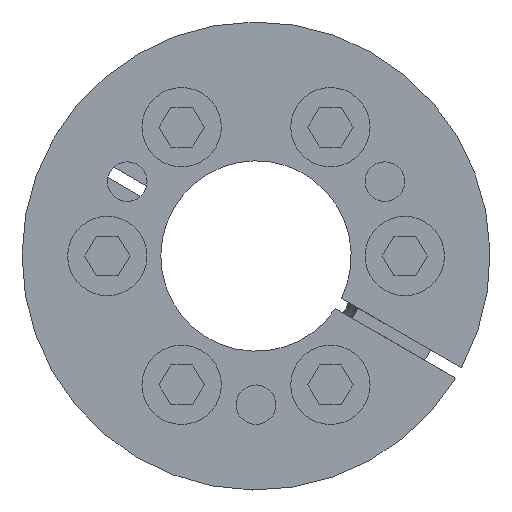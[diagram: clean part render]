
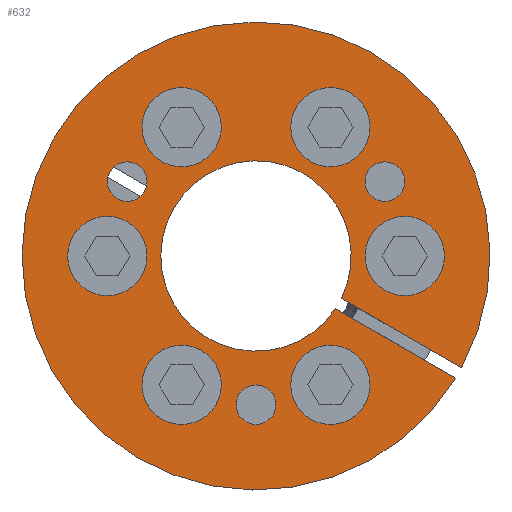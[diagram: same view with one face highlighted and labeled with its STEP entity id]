
A CAD part, left-side view. The second image highlights one B-rep face of the part: STEP entity #632.
In plain terms, the highlighted face is planar.
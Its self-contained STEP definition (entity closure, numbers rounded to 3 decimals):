
#136=CARTESIAN_POINT('',(0.,-16.238,9.375));
#137=DIRECTION('',(-1.,0.,0.));
#138=DIRECTION('',(0.,-1.,0.));
#139=AXIS2_PLACEMENT_3D('',#136,#137,#138);
#141=CARTESIAN_POINT('',(0.,-16.238,9.375));
#142=DIRECTION('',(-1.,0.,0.));
#143=DIRECTION('',(0.,1.,0.));
#144=AXIS2_PLACEMENT_3D('',#141,#142,#143);
#146=CARTESIAN_POINT('',(0.,16.238,9.375));
#147=DIRECTION('',(-1.,0.,0.));
#148=DIRECTION('',(0.,-1.,0.));
#149=AXIS2_PLACEMENT_3D('',#146,#147,#148);
#151=CARTESIAN_POINT('',(0.,16.238,9.375));
#152=DIRECTION('',(-1.,0.,0.));
#153=DIRECTION('',(0.,1.,0.));
#154=AXIS2_PLACEMENT_3D('',#151,#152,#153);
#156=CARTESIAN_POINT('',(0.,-9.375,-16.238));
#157=DIRECTION('',(-1.,0.,0.));
#158=DIRECTION('',(0.,-1.,0.));
#159=AXIS2_PLACEMENT_3D('',#156,#157,#158);
#161=CARTESIAN_POINT('',(0.,-9.375,-16.238));
#162=DIRECTION('',(-1.,0.,0.));
#163=DIRECTION('',(0.,1.,0.));
#164=AXIS2_PLACEMENT_3D('',#161,#162,#163);
#166=CARTESIAN_POINT('',(0.,9.375,-16.238));
#167=DIRECTION('',(-1.,0.,0.));
#168=DIRECTION('',(0.,-1.,0.));
#169=AXIS2_PLACEMENT_3D('',#166,#167,#168);
#171=CARTESIAN_POINT('',(0.,9.375,-16.238));
#172=DIRECTION('',(-1.,0.,0.));
#173=DIRECTION('',(0.,1.,0.));
#174=AXIS2_PLACEMENT_3D('',#171,#172,#173);
#176=CARTESIAN_POINT('',(0.,18.75,0.));
#177=DIRECTION('',(-1.,0.,0.));
#178=DIRECTION('',(0.,-1.,0.));
#179=AXIS2_PLACEMENT_3D('',#176,#177,#178);
#181=CARTESIAN_POINT('',(0.,18.75,0.));
#182=DIRECTION('',(-1.,0.,0.));
#183=DIRECTION('',(0.,1.,0.));
#184=AXIS2_PLACEMENT_3D('',#181,#182,#183);
#186=CARTESIAN_POINT('',(0.,9.375,16.238));
#187=DIRECTION('',(-1.,0.,0.));
#188=DIRECTION('',(0.,-1.,0.));
#189=AXIS2_PLACEMENT_3D('',#186,#187,#188);
#191=CARTESIAN_POINT('',(0.,9.375,16.238));
#192=DIRECTION('',(-1.,0.,0.));
#193=DIRECTION('',(0.,1.,0.));
#194=AXIS2_PLACEMENT_3D('',#191,#192,#193);
#196=CARTESIAN_POINT('',(0.,-9.375,16.238));
#197=DIRECTION('',(-1.,0.,0.));
#198=DIRECTION('',(0.,-1.,0.));
#199=AXIS2_PLACEMENT_3D('',#196,#197,#198);
#201=CARTESIAN_POINT('',(0.,-9.375,16.238));
#202=DIRECTION('',(-1.,0.,0.));
#203=DIRECTION('',(0.,1.,0.));
#204=AXIS2_PLACEMENT_3D('',#201,#202,#203);
#206=CARTESIAN_POINT('',(0.,-18.75,0.));
#207=DIRECTION('',(-1.,0.,0.));
#208=DIRECTION('',(0.,-1.,0.));
#209=AXIS2_PLACEMENT_3D('',#206,#207,#208);
#211=CARTESIAN_POINT('',(0.,-18.75,0.));
#212=DIRECTION('',(-1.,0.,0.));
#213=DIRECTION('',(0.,1.,0.));
#214=AXIS2_PLACEMENT_3D('',#211,#212,#213);
#216=CARTESIAN_POINT('',(0.,0.,-18.75));
#217=DIRECTION('',(-1.,0.,0.));
#218=DIRECTION('',(0.,-1.,0.));
#219=AXIS2_PLACEMENT_3D('',#216,#217,#218);
#221=CARTESIAN_POINT('',(0.,0.,-18.75));
#222=DIRECTION('',(-1.,0.,0.));
#223=DIRECTION('',(0.,1.,0.));
#224=AXIS2_PLACEMENT_3D('',#221,#222,#223);
#226=DIRECTION('',(0.,-0.866,0.5));
#227=VECTOR('',#226,17.514);
#228=CARTESIAN_POINT('',(0.,25.914,-14.096));
#229=LINE('',#228,#227);
#230=DIRECTION('',(0.,0.866,-0.5));
#231=VECTOR('',#230,17.514);
#232=CARTESIAN_POINT('',(0.,9.997,-6.638));
#233=LINE('',#232,#231);
#336=CARTESIAN_POINT('',(0.,0.,0.));
#337=DIRECTION('',(1.,0.,0.));
#338=DIRECTION('',(0.,0.878,-0.478));
#339=AXIS2_PLACEMENT_3D('',#336,#337,#338);
#351=CARTESIAN_POINT('',(0.,0.,0.));
#352=DIRECTION('',(-1.,0.,0.));
#353=DIRECTION('',(0.,0.833,-0.553));
#354=AXIS2_PLACEMENT_3D('',#351,#352,#353);
#360=CARTESIAN_POINT('',(0.,-22.05,0.));
#361=CARTESIAN_POINT('',(0.,-15.45,0.));
#362=VERTEX_POINT('',#360);
#363=VERTEX_POINT('',#361);
#368=CARTESIAN_POINT('',(0.,-12.675,16.238));
#369=CARTESIAN_POINT('',(0.,-6.075,16.238));
#370=VERTEX_POINT('',#368);
#371=VERTEX_POINT('',#369);
#376=CARTESIAN_POINT('',(0.,6.075,16.238));
#377=CARTESIAN_POINT('',(0.,12.675,16.238));
#378=VERTEX_POINT('',#376);
#379=VERTEX_POINT('',#377);
#384=CARTESIAN_POINT('',(0.,15.45,0.));
#385=CARTESIAN_POINT('',(0.,22.05,0.));
#386=VERTEX_POINT('',#384);
#387=VERTEX_POINT('',#385);
#392=CARTESIAN_POINT('',(0.,-2.5,-18.75));
#393=CARTESIAN_POINT('',(0.,2.5,-18.75));
#394=VERTEX_POINT('',#392);
#395=VERTEX_POINT('',#393);
#400=CARTESIAN_POINT('',(0.,13.738,9.375));
#401=CARTESIAN_POINT('',(0.,18.738,9.375));
#402=VERTEX_POINT('',#400);
#403=VERTEX_POINT('',#401);
#412=CARTESIAN_POINT('',(0.,25.914,-14.096));
#413=CARTESIAN_POINT('',(0.,10.747,-5.339));
#414=VERTEX_POINT('',#412);
#415=VERTEX_POINT('',#413);
#416=CARTESIAN_POINT('',(0.,9.997,-6.638));
#417=CARTESIAN_POINT('',(0.,25.164,-15.395));
#418=VERTEX_POINT('',#416);
#419=VERTEX_POINT('',#417);
#432=CARTESIAN_POINT('',(0.,6.075,-16.238));
#433=CARTESIAN_POINT('',(0.,12.675,-16.238));
#434=VERTEX_POINT('',#432);
#435=VERTEX_POINT('',#433);
#440=CARTESIAN_POINT('',(0.,-12.675,-16.238));
#441=CARTESIAN_POINT('',(0.,-6.075,-16.238));
#442=VERTEX_POINT('',#440);
#443=VERTEX_POINT('',#441);
#448=CARTESIAN_POINT('',(0.,-18.738,9.375));
#449=CARTESIAN_POINT('',(0.,-13.738,9.375));
#450=VERTEX_POINT('',#448);
#451=VERTEX_POINT('',#449);
#565=CARTESIAN_POINT('',(0.,0.,0.));
#566=DIRECTION('',(-1.,0.,0.));
#567=DIRECTION('',(0.,1.,0.));
#568=AXIS2_PLACEMENT_3D('',#565,#566,#567);
#569=PLANE('',#568);
#571=ORIENTED_EDGE('',*,*,#570,.T.);
#573=ORIENTED_EDGE('',*,*,#572,.F.);
#575=ORIENTED_EDGE('',*,*,#574,.T.);
#577=ORIENTED_EDGE('',*,*,#576,.F.);
#578=EDGE_LOOP('',(#571,#573,#575,#577));
#579=FACE_OUTER_BOUND('',#578,.F.);
#580=ORIENTED_EDGE('',*,*,#545,.F.);
#581=ORIENTED_EDGE('',*,*,#559,.F.);
#582=EDGE_LOOP('',(#580,#581));
#583=FACE_BOUND('',#582,.F.);
#585=ORIENTED_EDGE('',*,*,#584,.F.);
#587=ORIENTED_EDGE('',*,*,#586,.F.);
#588=EDGE_LOOP('',(#585,#587));
#589=FACE_BOUND('',#588,.F.);
#591=ORIENTED_EDGE('',*,*,#590,.F.);
#593=ORIENTED_EDGE('',*,*,#592,.F.);
#594=EDGE_LOOP('',(#591,#593));
#595=FACE_BOUND('',#594,.F.);
#597=ORIENTED_EDGE('',*,*,#596,.F.);
#599=ORIENTED_EDGE('',*,*,#598,.F.);
#600=EDGE_LOOP('',(#597,#599));
#601=FACE_BOUND('',#600,.F.);
#603=ORIENTED_EDGE('',*,*,#602,.F.);
#605=ORIENTED_EDGE('',*,*,#604,.F.);
#606=EDGE_LOOP('',(#603,#605));
#607=FACE_BOUND('',#606,.F.);
#609=ORIENTED_EDGE('',*,*,#608,.F.);
#611=ORIENTED_EDGE('',*,*,#610,.F.);
#612=EDGE_LOOP('',(#609,#611));
#613=FACE_BOUND('',#612,.F.);
#615=ORIENTED_EDGE('',*,*,#614,.F.);
#617=ORIENTED_EDGE('',*,*,#616,.F.);
#618=EDGE_LOOP('',(#615,#617));
#619=FACE_BOUND('',#618,.F.);
#621=ORIENTED_EDGE('',*,*,#620,.F.);
#623=ORIENTED_EDGE('',*,*,#622,.F.);
#624=EDGE_LOOP('',(#621,#623));
#625=FACE_BOUND('',#624,.F.);
#627=ORIENTED_EDGE('',*,*,#626,.F.);
#629=ORIENTED_EDGE('',*,*,#628,.F.);
#630=EDGE_LOOP('',(#627,#629));
#631=FACE_BOUND('',#630,.F.);
#632=ADVANCED_FACE('',(#579,#583,#589,#595,#601,#607,#613,#619,#625,#631),#569,
.F.);
#140=CIRCLE('',#139,2.5);
#145=CIRCLE('',#144,2.5);
#150=CIRCLE('',#149,2.5);
#155=CIRCLE('',#154,2.5);
#160=CIRCLE('',#159,3.3);
#165=CIRCLE('',#164,3.3);
#170=CIRCLE('',#169,3.3);
#175=CIRCLE('',#174,3.3);
#180=CIRCLE('',#179,3.3);
#185=CIRCLE('',#184,3.3);
#190=CIRCLE('',#189,3.3);
#195=CIRCLE('',#194,3.3);
#200=CIRCLE('',#199,3.3);
#205=CIRCLE('',#204,3.3);
#210=CIRCLE('',#209,3.3);
#215=CIRCLE('',#214,3.3);
#220=CIRCLE('',#219,2.5);
#225=CIRCLE('',#224,2.5);
#340=CIRCLE('',#339,29.5);
#355=CIRCLE('',#354,12.);
#545=EDGE_CURVE('',#450,#451,#140,.T.);
#559=EDGE_CURVE('',#451,#450,#145,.T.);
#570=EDGE_CURVE('',#414,#415,#229,.T.);
#572=EDGE_CURVE('',#418,#415,#355,.T.);
#574=EDGE_CURVE('',#418,#419,#233,.T.);
#576=EDGE_CURVE('',#414,#419,#340,.T.);
#584=EDGE_CURVE('',#402,#403,#150,.T.);
#586=EDGE_CURVE('',#403,#402,#155,.T.);
#590=EDGE_CURVE('',#442,#443,#160,.T.);
#592=EDGE_CURVE('',#443,#442,#165,.T.);
#596=EDGE_CURVE('',#434,#435,#170,.T.);
#598=EDGE_CURVE('',#435,#434,#175,.T.);
#602=EDGE_CURVE('',#386,#387,#180,.T.);
#604=EDGE_CURVE('',#387,#386,#185,.T.);
#608=EDGE_CURVE('',#378,#379,#190,.T.);
#610=EDGE_CURVE('',#379,#378,#195,.T.);
#614=EDGE_CURVE('',#370,#371,#200,.T.);
#616=EDGE_CURVE('',#371,#370,#205,.T.);
#620=EDGE_CURVE('',#362,#363,#210,.T.);
#622=EDGE_CURVE('',#363,#362,#215,.T.);
#626=EDGE_CURVE('',#394,#395,#220,.T.);
#628=EDGE_CURVE('',#395,#394,#225,.T.);
